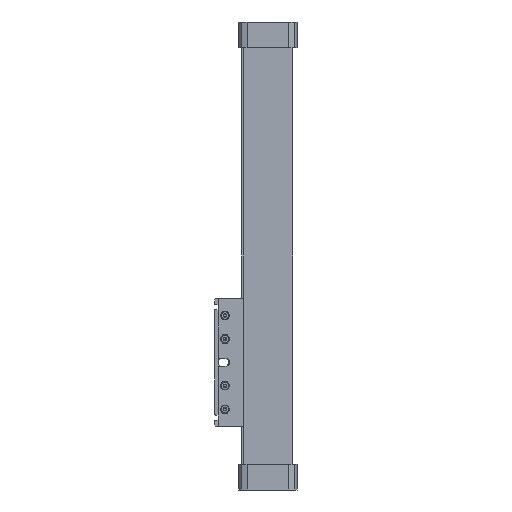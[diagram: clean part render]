
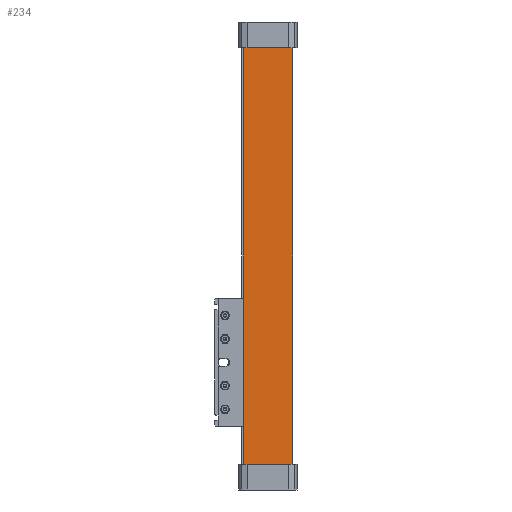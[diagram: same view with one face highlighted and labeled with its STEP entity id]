
A CAD part, left-side view. The second image highlights one B-rep face of the part: STEP entity #234.
In plain terms, the highlighted planar face has unit normal (-1, 0, 0).
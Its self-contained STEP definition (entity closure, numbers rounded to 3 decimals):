
#234 = ADVANCED_FACE( '', ( #709 ), #710, .F. );
#709 = FACE_OUTER_BOUND( '', #1615, .T. );
#710 = PLANE( '', #1616 );
#1615 = EDGE_LOOP( '', ( #2784, #2785, #2786, #2787 ) );
#1616 = AXIS2_PLACEMENT_3D( '', #2788, #2789, #2790 );
#2784 = ORIENTED_EDGE( '', *, *, #5191, .T. );
#2785 = ORIENTED_EDGE( '', *, *, #5190, .F. );
#2786 = ORIENTED_EDGE( '', *, *, #5192, .F. );
#2787 = ORIENTED_EDGE( '', *, *, #5152, .T. );
#2788 = CARTESIAN_POINT( '', ( -29., 29., 245. ) );
#2789 = DIRECTION( '', ( 1., 0., 0. ) );
#2790 = DIRECTION( '', ( 0., 0., -1. ) );
#5152 = EDGE_CURVE( '', #6035, #6033, #6036, .T. );
#5190 = EDGE_CURVE( '', #6094, #6092, #6096, .T. );
#5191 = EDGE_CURVE( '', #6033, #6092, #6097, .T. );
#5192 = EDGE_CURVE( '', #6035, #6094, #6098, .T. );
#6033 = VERTEX_POINT( '', #7460 );
#6035 = VERTEX_POINT( '', #7463 );
#6036 = LINE( '', #7464, #7465 );
#6092 = VERTEX_POINT( '', #7556 );
#6094 = VERTEX_POINT( '', #7559 );
#6096 = LINE( '', #7562, #7563 );
#6097 = LINE( '', #7564, #7565 );
#6098 = LINE( '', #7566, #7567 );
#7460 = CARTESIAN_POINT( '', ( -29., 29., -245. ) );
#7463 = CARTESIAN_POINT( '', ( -29., 29., 245. ) );
#7464 = CARTESIAN_POINT( '', ( -29., 29., 245. ) );
#7465 = VECTOR( '', #9742, 1000. );
#7556 = CARTESIAN_POINT( '', ( -29., -29., -245. ) );
#7559 = CARTESIAN_POINT( '', ( -29., -29., 245. ) );
#7562 = CARTESIAN_POINT( '', ( -29., -29., 245. ) );
#7563 = VECTOR( '', #9780, 1000. );
#7564 = CARTESIAN_POINT( '', ( -29., 29., -245. ) );
#7565 = VECTOR( '', #9781, 1000. );
#7566 = CARTESIAN_POINT( '', ( -29., 29., 245. ) );
#7567 = VECTOR( '', #9782, 1000. );
#9742 = DIRECTION( '', ( 0., 0., -1. ) );
#9780 = DIRECTION( '', ( 0., 0., -1. ) );
#9781 = DIRECTION( '', ( 0., -1., 0. ) );
#9782 = DIRECTION( '', ( 0., -1., 0. ) );
